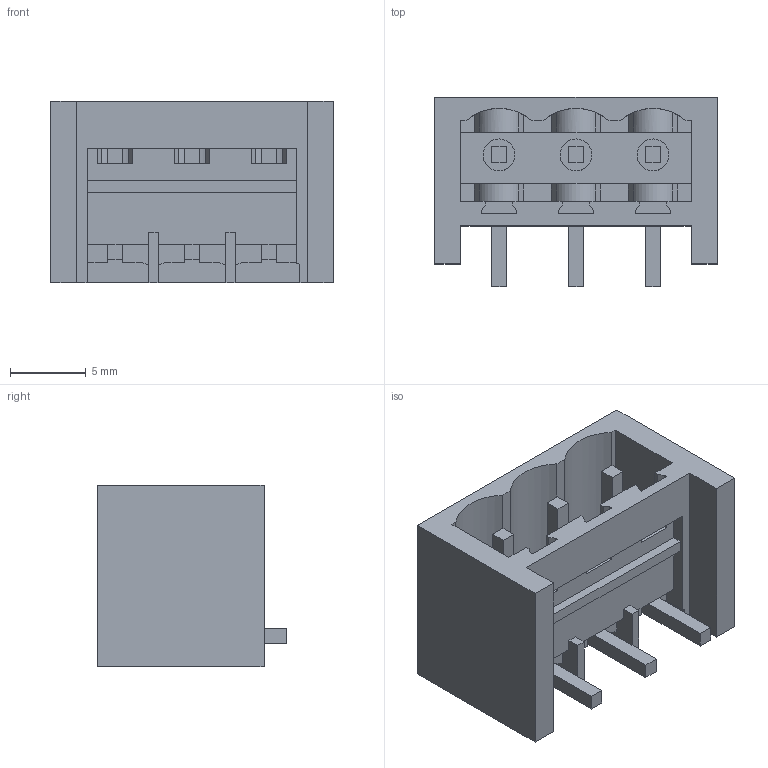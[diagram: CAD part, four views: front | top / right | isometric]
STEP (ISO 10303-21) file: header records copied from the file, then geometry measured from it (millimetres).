
FILE_DESCRIPTION(('CATIA V5 STEP Exchange','CAx-IF Rec.Pracs.--- Model Styling and Organization---1.2---2011-12-15'),'2;1');
FILE_NAME ('D1458284_0', '2017-07-10T14:02:38+00:00', ('none'), ('Weidmueller'), 'CATIA Version 5-6 Release 2014', 'CATIA V5 STEP AP214', 'none');
FILE_SCHEMA(('AUTOMOTIVE_DESIGN { 1 0 10303 214 1 1 1 1 }'));
Length unit declared in the file: millimetre
Products named in the file (1): 1877600000
Bounding box: 18.64 x 12.5 x 12 mm (x, y, z)
Volume: 1015.6 mm3; surface area: 1979.8 mm2
Topology: 4 solids, 4 shells, 187 faces, 555 edges, 372 vertices
Faces by surface type: plane 160, cylinder 27
Entity records: 5900 total; most frequent: ORIENTED_EDGE 1110, CARTESIAN_POINT 1102, DIRECTION 792, EDGE_CURVE 555, VECTOR 479, LINE 479, VERTEX_POINT 372, EDGE_LOOP 195
